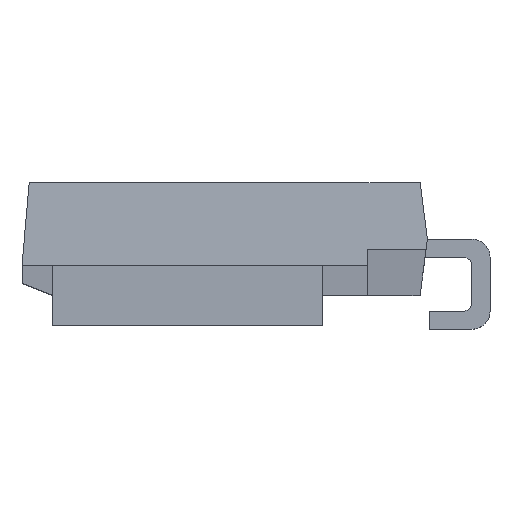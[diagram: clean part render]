
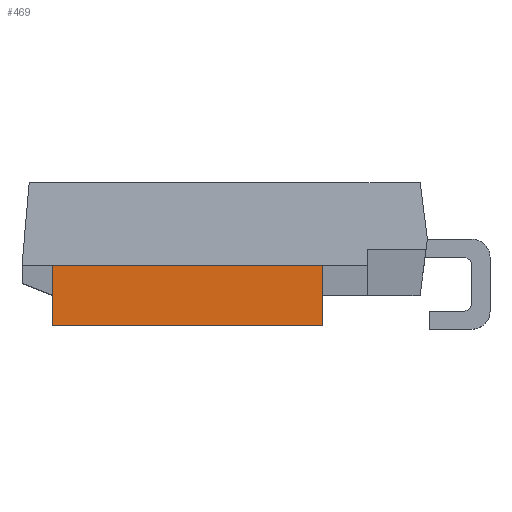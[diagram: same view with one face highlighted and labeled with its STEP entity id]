
A CAD part, top view. The second image highlights one B-rep face of the part: STEP entity #469.
In plain terms, the highlighted free-form (B-spline) face has degree [1, 1] with [2, 2] control points.
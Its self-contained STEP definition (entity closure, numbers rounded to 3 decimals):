
#41 = VERTEX_POINT('',#42);
#42 = CARTESIAN_POINT('',(1252.092,-1.,-1350.659));
#50 = B_SPLINE_SURFACE_WITH_KNOTS('',1,1,(
    (#51,#52)
    ,(#53,#54
    )),.UNSPECIFIED.,.F.,.F.,.F.,(2,2),(2,2),(0.,10.),(0.,2.),
  .PIECEWISE_BEZIER_KNOTS.);
#51 = CARTESIAN_POINT('',(1252.092,-1.,-1360.659));
#52 = CARTESIAN_POINT('',(1252.092,1.,-1360.659));
#53 = CARTESIAN_POINT('',(1252.092,-1.,-1350.659));
#54 = CARTESIAN_POINT('',(1252.092,1.,-1350.659));
#62 = B_SPLINE_SURFACE_WITH_KNOTS('',1,1,(
    (#63,#64)
    ,(#65,#66
    )),.UNSPECIFIED.,.F.,.F.,.F.,(2,2),(2,2),(-4.5,4.5),(-5.,5.),
  .PIECEWISE_BEZIER_KNOTS.);
#63 = CARTESIAN_POINT('',(1261.092,-1.,-1350.659));
#64 = CARTESIAN_POINT('',(1261.092,-1.,-1360.659));
#65 = CARTESIAN_POINT('',(1252.092,-1.,-1350.659));
#66 = CARTESIAN_POINT('',(1252.092,-1.,-1360.659));
#96 = EDGE_CURVE('',#41,#97,#99,.T.);
#97 = VERTEX_POINT('',#98);
#98 = CARTESIAN_POINT('',(1252.092,1.,-1350.659));
#99 = SURFACE_CURVE('',#100,(#103,#110),.PCURVE_S1.);
#100 = B_SPLINE_CURVE_WITH_KNOTS('',1,(#101,#102),.UNSPECIFIED.,.F.,.F.,
  (2,2),(0.,2.),.PIECEWISE_BEZIER_KNOTS.);
#101 = CARTESIAN_POINT('',(1252.092,-1.,-1350.659)
  );
#102 = CARTESIAN_POINT('',(1252.092,1.,-1350.659));
#103 = PCURVE('',#50,#104);
#104 = DEFINITIONAL_REPRESENTATION('',(#105),#109);
#105 = LINE('',#106,#107);
#106 = CARTESIAN_POINT('',(10.,0.));
#107 = VECTOR('',#108,1.);
#108 = DIRECTION('',(0.,1.));
#109 = ( GEOMETRIC_REPRESENTATION_CONTEXT(2) 
PARAMETRIC_REPRESENTATION_CONTEXT() REPRESENTATION_CONTEXT('2D SPACE',''
  ) );
#110 = PCURVE('',#111,#116);
#111 = B_SPLINE_SURFACE_WITH_KNOTS('',1,1,(
    (#112,#113)
    ,(#114,#115
    )),.UNSPECIFIED.,.F.,.F.,.F.,(2,2),(2,2),(0.,9.),(0.,2.),
  .PIECEWISE_BEZIER_KNOTS.);
#112 = CARTESIAN_POINT('',(1252.092,-1.,-1350.659)
  );
#113 = CARTESIAN_POINT('',(1252.092,1.,-1350.659));
#114 = CARTESIAN_POINT('',(1261.092,-1.,-1350.659)
  );
#115 = CARTESIAN_POINT('',(1261.092,1.,-1350.659));
#116 = DEFINITIONAL_REPRESENTATION('',(#117),#121);
#117 = LINE('',#118,#119);
#118 = CARTESIAN_POINT('',(0.,0.));
#119 = VECTOR('',#120,1.);
#120 = DIRECTION('',(0.,1.));
#121 = ( GEOMETRIC_REPRESENTATION_CONTEXT(2) 
PARAMETRIC_REPRESENTATION_CONTEXT() REPRESENTATION_CONTEXT('2D SPACE',''
  ) );
#160 = B_SPLINE_SURFACE_WITH_KNOTS('',1,1,(
    (#161,#162)
    ,(#163,#164
    )),.UNSPECIFIED.,.F.,.F.,.F.,(2,2),(2,2),(-4.5,4.5),(-5.,5.),
  .PIECEWISE_BEZIER_KNOTS.);
#161 = CARTESIAN_POINT('',(1252.092,1.,-1350.659));
#162 = CARTESIAN_POINT('',(1252.092,1.,-1360.659));
#163 = CARTESIAN_POINT('',(1261.092,1.,-1350.659));
#164 = CARTESIAN_POINT('',(1261.092,1.,-1360.659));
#346 = B_SPLINE_SURFACE_WITH_KNOTS('',1,1,(
    (#347,#348)
    ,(#349,#350
    )),.UNSPECIFIED.,.F.,.F.,.F.,(2,2),(2,2),(0.,10.),(0.,2.),
  .PIECEWISE_BEZIER_KNOTS.);
#347 = CARTESIAN_POINT('',(1261.092,-1.,-1350.659)
  );
#348 = CARTESIAN_POINT('',(1261.092,1.,-1350.659));
#349 = CARTESIAN_POINT('',(1261.092,-1.,-1360.659)
  );
#350 = CARTESIAN_POINT('',(1261.092,1.,-1360.659));
#362 = VERTEX_POINT('',#363);
#363 = CARTESIAN_POINT('',(1261.092,-1.,-1350.659)
  );
#407 = VERTEX_POINT('',#408);
#408 = CARTESIAN_POINT('',(1261.092,1.,-1350.659));
#450 = EDGE_CURVE('',#362,#407,#451,.T.);
#451 = SURFACE_CURVE('',#452,(#455,#462),.PCURVE_S1.);
#452 = B_SPLINE_CURVE_WITH_KNOTS('',1,(#453,#454),.UNSPECIFIED.,.F.,.F.,
  (2,2),(0.,2.),.PIECEWISE_BEZIER_KNOTS.);
#453 = CARTESIAN_POINT('',(1261.092,-1.,-1350.659)
  );
#454 = CARTESIAN_POINT('',(1261.092,1.,-1350.659));
#455 = PCURVE('',#346,#456);
#456 = DEFINITIONAL_REPRESENTATION('',(#457),#461);
#457 = LINE('',#458,#459);
#458 = CARTESIAN_POINT('',(0.,0.));
#459 = VECTOR('',#460,1.);
#460 = DIRECTION('',(0.,1.));
#461 = ( GEOMETRIC_REPRESENTATION_CONTEXT(2) 
PARAMETRIC_REPRESENTATION_CONTEXT() REPRESENTATION_CONTEXT('2D SPACE',''
  ) );
#462 = PCURVE('',#111,#463);
#463 = DEFINITIONAL_REPRESENTATION('',(#464),#468);
#464 = LINE('',#465,#466);
#465 = CARTESIAN_POINT('',(9.,0.));
#466 = VECTOR('',#467,1.);
#467 = DIRECTION('',(0.,1.));
#468 = ( GEOMETRIC_REPRESENTATION_CONTEXT(2) 
PARAMETRIC_REPRESENTATION_CONTEXT() REPRESENTATION_CONTEXT('2D SPACE',''
  ) );
#469 = ADVANCED_FACE('',(#470),#111,.T.);
#470 = FACE_BOUND('',#471,.T.);
#471 = EDGE_LOOP('',(#472,#514,#515,#557));
#472 = ORIENTED_EDGE('',*,*,#473,.T.);
#473 = EDGE_CURVE('',#41,#362,#474,.T.);
#474 = SURFACE_CURVE('',#475,(#478,#485),.PCURVE_S1.);
#475 = B_SPLINE_CURVE_WITH_KNOTS('',1,(#476,#477),.UNSPECIFIED.,.F.,.F.,
  (2,2),(0.,9.),.PIECEWISE_BEZIER_KNOTS.);
#476 = CARTESIAN_POINT('',(1252.092,-1.,-1350.659)
  );
#477 = CARTESIAN_POINT('',(1261.092,-1.,-1350.659)
  );
#478 = PCURVE('',#111,#479);
#479 = DEFINITIONAL_REPRESENTATION('',(#480),#484);
#480 = LINE('',#481,#482);
#481 = CARTESIAN_POINT('',(0.,0.));
#482 = VECTOR('',#483,1.);
#483 = DIRECTION('',(1.,0.));
#484 = ( GEOMETRIC_REPRESENTATION_CONTEXT(2) 
PARAMETRIC_REPRESENTATION_CONTEXT() REPRESENTATION_CONTEXT('2D SPACE',''
  ) );
#485 = PCURVE('',#62,#486);
#486 = DEFINITIONAL_REPRESENTATION('',(#487),#513);
#487 = B_SPLINE_CURVE_WITH_KNOTS('',3,(#488,#489,#490,#491,#492,#493,
    #494,#495,#496,#497,#498,#499,#500,#501,#502,#503,#504,#505,#506,
    #507,#508,#509,#510,#511,#512),.UNSPECIFIED.,.F.,.F.,(4,1,1,1,1,1,1,
    1,1,1,1,1,1,1,1,1,1,1,1,1,1,1,4),(0.,0.409
    ,0.818,1.227,1.636,2.045,
    2.455,2.864,3.273,3.682,
    4.091,4.5,4.909,5.318,5.727,
    6.136,6.545,6.955,7.364,
    7.773,8.182,8.591,9.),.UNSPECIFIED.);
#488 = CARTESIAN_POINT('',(4.5,-5.));
#489 = CARTESIAN_POINT('',(4.364,-5.));
#490 = CARTESIAN_POINT('',(4.091,-5.));
#491 = CARTESIAN_POINT('',(3.682,-5.));
#492 = CARTESIAN_POINT('',(3.273,-5.));
#493 = CARTESIAN_POINT('',(2.864,-5.));
#494 = CARTESIAN_POINT('',(2.455,-5.));
#495 = CARTESIAN_POINT('',(2.045,-5.));
#496 = CARTESIAN_POINT('',(1.636,-5.));
#497 = CARTESIAN_POINT('',(1.227,-5.));
#498 = CARTESIAN_POINT('',(0.818,-5.));
#499 = CARTESIAN_POINT('',(0.409,-5.));
#500 = CARTESIAN_POINT('',(0.,-5.));
#501 = CARTESIAN_POINT('',(-0.409,-5.));
#502 = CARTESIAN_POINT('',(-0.818,-5.));
#503 = CARTESIAN_POINT('',(-1.227,-5.));
#504 = CARTESIAN_POINT('',(-1.636,-5.));
#505 = CARTESIAN_POINT('',(-2.045,-5.));
#506 = CARTESIAN_POINT('',(-2.455,-5.));
#507 = CARTESIAN_POINT('',(-2.864,-5.));
#508 = CARTESIAN_POINT('',(-3.273,-5.));
#509 = CARTESIAN_POINT('',(-3.682,-5.));
#510 = CARTESIAN_POINT('',(-4.091,-5.));
#511 = CARTESIAN_POINT('',(-4.364,-5.));
#512 = CARTESIAN_POINT('',(-4.5,-5.));
#513 = ( GEOMETRIC_REPRESENTATION_CONTEXT(2) 
PARAMETRIC_REPRESENTATION_CONTEXT() REPRESENTATION_CONTEXT('2D SPACE',''
  ) );
#514 = ORIENTED_EDGE('',*,*,#450,.T.);
#515 = ORIENTED_EDGE('',*,*,#516,.F.);
#516 = EDGE_CURVE('',#97,#407,#517,.T.);
#517 = SURFACE_CURVE('',#518,(#521,#528),.PCURVE_S1.);
#518 = B_SPLINE_CURVE_WITH_KNOTS('',1,(#519,#520),.UNSPECIFIED.,.F.,.F.,
  (2,2),(0.,9.),.PIECEWISE_BEZIER_KNOTS.);
#519 = CARTESIAN_POINT('',(1252.092,1.,-1350.659));
#520 = CARTESIAN_POINT('',(1261.092,1.,-1350.659));
#521 = PCURVE('',#111,#522);
#522 = DEFINITIONAL_REPRESENTATION('',(#523),#527);
#523 = LINE('',#524,#525);
#524 = CARTESIAN_POINT('',(0.,2.));
#525 = VECTOR('',#526,1.);
#526 = DIRECTION('',(1.,0.));
#527 = ( GEOMETRIC_REPRESENTATION_CONTEXT(2) 
PARAMETRIC_REPRESENTATION_CONTEXT() REPRESENTATION_CONTEXT('2D SPACE',''
  ) );
#528 = PCURVE('',#160,#529);
#529 = DEFINITIONAL_REPRESENTATION('',(#530),#556);
#530 = B_SPLINE_CURVE_WITH_KNOTS('',3,(#531,#532,#533,#534,#535,#536,
    #537,#538,#539,#540,#541,#542,#543,#544,#545,#546,#547,#548,#549,
    #550,#551,#552,#553,#554,#555),.UNSPECIFIED.,.F.,.F.,(4,1,1,1,1,1,1,
    1,1,1,1,1,1,1,1,1,1,1,1,1,1,1,4),(0.,0.409
    ,0.818,1.227,1.636,2.045,
    2.455,2.864,3.273,3.682,
    4.091,4.5,4.909,5.318,5.727,
    6.136,6.545,6.955,7.364,
    7.773,8.182,8.591,9.),.UNSPECIFIED.);
#531 = CARTESIAN_POINT('',(-4.5,-5.));
#532 = CARTESIAN_POINT('',(-4.364,-5.));
#533 = CARTESIAN_POINT('',(-4.091,-5.));
#534 = CARTESIAN_POINT('',(-3.682,-5.));
#535 = CARTESIAN_POINT('',(-3.273,-5.));
#536 = CARTESIAN_POINT('',(-2.864,-5.));
#537 = CARTESIAN_POINT('',(-2.455,-5.));
#538 = CARTESIAN_POINT('',(-2.045,-5.));
#539 = CARTESIAN_POINT('',(-1.636,-5.));
#540 = CARTESIAN_POINT('',(-1.227,-5.));
#541 = CARTESIAN_POINT('',(-0.818,-5.));
#542 = CARTESIAN_POINT('',(-0.409,-5.));
#543 = CARTESIAN_POINT('',(0.,-5.));
#544 = CARTESIAN_POINT('',(0.409,-5.));
#545 = CARTESIAN_POINT('',(0.818,-5.));
#546 = CARTESIAN_POINT('',(1.227,-5.));
#547 = CARTESIAN_POINT('',(1.636,-5.));
#548 = CARTESIAN_POINT('',(2.045,-5.));
#549 = CARTESIAN_POINT('',(2.455,-5.));
#550 = CARTESIAN_POINT('',(2.864,-5.));
#551 = CARTESIAN_POINT('',(3.273,-5.));
#552 = CARTESIAN_POINT('',(3.682,-5.));
#553 = CARTESIAN_POINT('',(4.091,-5.));
#554 = CARTESIAN_POINT('',(4.364,-5.));
#555 = CARTESIAN_POINT('',(4.5,-5.));
#556 = ( GEOMETRIC_REPRESENTATION_CONTEXT(2) 
PARAMETRIC_REPRESENTATION_CONTEXT() REPRESENTATION_CONTEXT('2D SPACE',''
  ) );
#557 = ORIENTED_EDGE('',*,*,#96,.F.);
